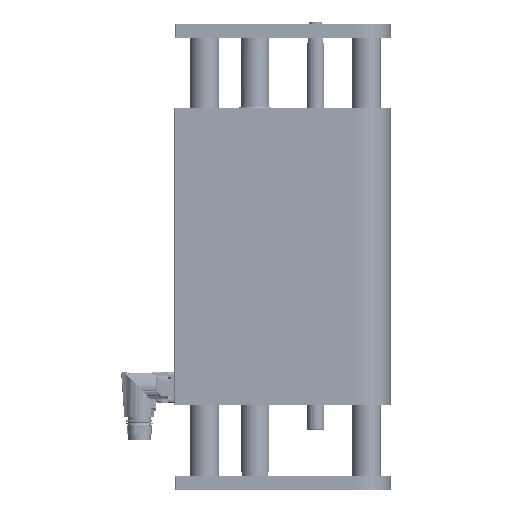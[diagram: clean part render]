
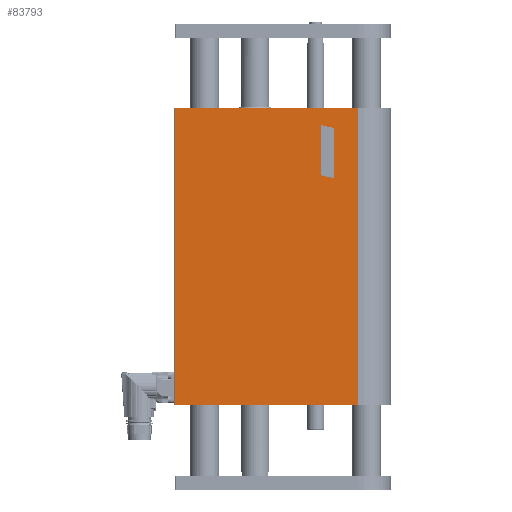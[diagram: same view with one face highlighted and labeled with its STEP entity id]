
A CAD part, left-side view. The second image highlights one B-rep face of the part: STEP entity #83793.
In plain terms, the highlighted planar face has unit normal (-1, 0, 0).
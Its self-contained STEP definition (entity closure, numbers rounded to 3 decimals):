
#608 = FACE_OUTER_BOUND ( 'NONE', #38055, .T. ) ;
#2481 = LINE ( 'NONE', #44087, #118473 ) ;
#4382 = VECTOR ( 'NONE', #6546, 1000. ) ;
#5842 = ORIENTED_EDGE ( 'NONE', *, *, #26027, .T. ) ;
#5935 = CARTESIAN_POINT ( 'NONE',  ( -22.5, -71.5, 103. ) ) ;
#6546 = DIRECTION ( 'NONE',  ( 0., 0.978, 0.208 ) ) ;
#9399 = VERTEX_POINT ( 'NONE', #58857 ) ;
#10399 = EDGE_CURVE ( 'NONE', #27902, #97511, #2481, .T. ) ;
#12081 = CARTESIAN_POINT ( 'NONE',  ( -22.5, -55.043, 0. ) ) ;
#12403 = CARTESIAN_POINT ( 'NONE',  ( -22.5, -55.043, 54.099 ) ) ;
#12408 = EDGE_CURVE ( 'NONE', #27902, #26513, #80940, .T. ) ;
#16845 = LINE ( 'NONE', #79185, #31377 ) ;
#16964 = CARTESIAN_POINT ( 'NONE',  ( -22.5, -71.5, -103. ) ) ;
#18233 = VECTOR ( 'NONE', #132862, 1000. ) ;
#18595 = CARTESIAN_POINT ( 'NONE',  ( -22.5, 55.5, -103. ) ) ;
#21714 = DIRECTION ( 'NONE',  ( 0., -1., 0. ) ) ;
#24093 = EDGE_LOOP ( 'NONE', ( #26650, #116875, #104201, #67567 ) ) ;
#24280 = LINE ( 'NONE', #118935, #94238 ) ;
#26027 = EDGE_CURVE ( 'NONE', #127437, #97511, #122601, .T. ) ;
#26492 = EDGE_CURVE ( 'NONE', #26513, #127437, #16845, .T. ) ;
#26513 = VERTEX_POINT ( 'NONE', #101910 ) ;
#26650 = ORIENTED_EDGE ( 'NONE', *, *, #99085, .T. ) ;
#27902 = VERTEX_POINT ( 'NONE', #41744 ) ;
#30964 = CARTESIAN_POINT ( 'NONE',  ( -22.5, -46.059, 0. ) ) ;
#31206 = AXIS2_PLACEMENT_3D ( 'NONE', #42217, #51185, #21714 ) ;
#31377 = VECTOR ( 'NONE', #121151, 1000. ) ;
#35894 = VECTOR ( 'NONE', #60289, 1000. ) ;
#36867 = CARTESIAN_POINT ( 'NONE',  ( -22.5, -46.059, 90.803 ) ) ;
#38055 = EDGE_LOOP ( 'NONE', ( #94098, #94429, #106224, #5842 ) ) ;
#41744 = CARTESIAN_POINT ( 'NONE',  ( -22.5, 55.5, 103. ) ) ;
#42217 = CARTESIAN_POINT ( 'NONE',  ( -22.5, 57., -103. ) ) ;
#44087 = CARTESIAN_POINT ( 'NONE',  ( -22.5, 57., 103. ) ) ;
#45772 = VECTOR ( 'NONE', #101685, 1000. ) ;
#46156 = DIRECTION ( 'NONE',  ( 0., -0.978, -0.208 ) ) ;
#50166 = LINE ( 'NONE', #30964, #45772 ) ;
#51185 = DIRECTION ( 'NONE',  ( -1., 0., 0. ) ) ;
#53324 = VERTEX_POINT ( 'NONE', #36867 ) ;
#54002 = CARTESIAN_POINT ( 'NONE',  ( -22.5, -55.043, 88.89 ) ) ;
#57106 = LINE ( 'NONE', #99718, #4382 ) ;
#58857 = CARTESIAN_POINT ( 'NONE',  ( -22.5, -46.059, 56.01 ) ) ;
#60289 = DIRECTION ( 'NONE',  ( 0., 0., -1. ) ) ;
#62183 = EDGE_CURVE ( 'NONE', #112465, #9399, #57106, .T. ) ;
#67567 = ORIENTED_EDGE ( 'NONE', *, *, #78056, .T. ) ;
#69484 = VECTOR ( 'NONE', #108037, 1000. ) ;
#74375 = VERTEX_POINT ( 'NONE', #54002 ) ;
#78056 = EDGE_CURVE ( 'NONE', #9399, #53324, #50166, .T. ) ;
#79185 = CARTESIAN_POINT ( 'NONE',  ( -22.5, 57., -103. ) ) ;
#80940 = LINE ( 'NONE', #18595, #35894 ) ;
#82041 = FACE_BOUND ( 'NONE', #24093, .T. ) ;
#83793 = ADVANCED_FACE ( 'NONE', ( #608, #82041 ), #93760, .T. ) ;
#88673 = DIRECTION ( 'NONE',  ( 0., -1., 0. ) ) ;
#92490 = CARTESIAN_POINT ( 'NONE',  ( -22.5, -71.5, -103. ) ) ;
#93760 = PLANE ( 'NONE',  #31206 ) ;
#94098 = ORIENTED_EDGE ( 'NONE', *, *, #10399, .F. ) ;
#94238 = VECTOR ( 'NONE', #46156, 1000. ) ;
#94429 = ORIENTED_EDGE ( 'NONE', *, *, #12408, .T. ) ;
#95707 = LINE ( 'NONE', #12081, #69484 ) ;
#97511 = VERTEX_POINT ( 'NONE', #5935 ) ;
#99085 = EDGE_CURVE ( 'NONE', #53324, #74375, #24280, .T. ) ;
#99718 = CARTESIAN_POINT ( 'NONE',  ( -22.5, -13.398, 62.961 ) ) ;
#101685 = DIRECTION ( 'NONE',  ( 0., 0., 1. ) ) ;
#101910 = CARTESIAN_POINT ( 'NONE',  ( -22.5, 55.5, -103. ) ) ;
#104201 = ORIENTED_EDGE ( 'NONE', *, *, #62183, .T. ) ;
#106224 = ORIENTED_EDGE ( 'NONE', *, *, #26492, .T. ) ;
#108037 = DIRECTION ( 'NONE',  ( 0., 0., -1. ) ) ;
#112465 = VERTEX_POINT ( 'NONE', #12403 ) ;
#116875 = ORIENTED_EDGE ( 'NONE', *, *, #127399, .T. ) ;
#118473 = VECTOR ( 'NONE', #88673, 1000. ) ;
#118935 = CARTESIAN_POINT ( 'NONE',  ( -22.5, -20.493, 96.247 ) ) ;
#121151 = DIRECTION ( 'NONE',  ( 0., -1., 0. ) ) ;
#122601 = LINE ( 'NONE', #16964, #18233 ) ;
#127399 = EDGE_CURVE ( 'NONE', #74375, #112465, #95707, .T. ) ;
#127437 = VERTEX_POINT ( 'NONE', #92490 ) ;
#132862 = DIRECTION ( 'NONE',  ( 0., 0., 1. ) ) ;
